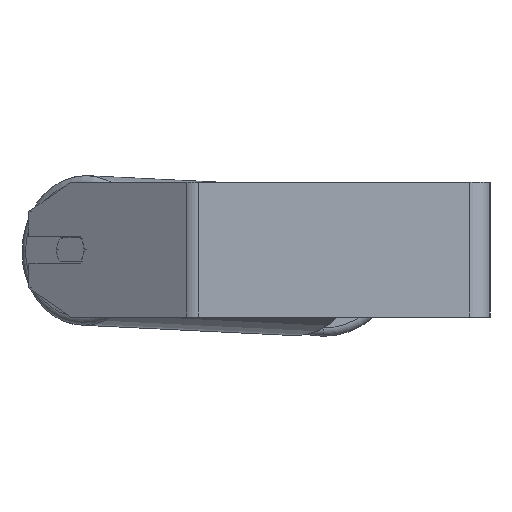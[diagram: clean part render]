
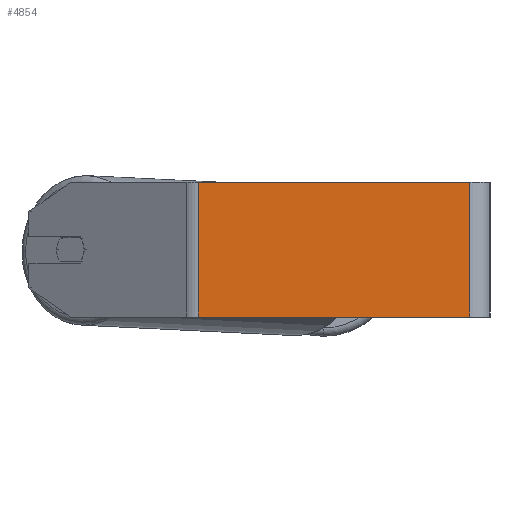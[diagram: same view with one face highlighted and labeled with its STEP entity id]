
A CAD part, left-side view. The second image highlights one B-rep face of the part: STEP entity #4854.
In plain terms, the highlighted planar face has unit normal (-1, 0, 0).
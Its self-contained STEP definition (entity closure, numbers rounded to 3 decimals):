
#17 = CARTESIAN_POINT ( 'NONE',  ( -400., 173.367, 40. ) ) ;
#18 = VERTEX_POINT ( 'NONE', #5939 ) ;
#586 = CARTESIAN_POINT ( 'NONE',  ( -400., 177.151, 40. ) ) ;
#757 = DIRECTION ( 'NONE',  ( 0., -1., 0. ) ) ;
#1193 = CARTESIAN_POINT ( 'NONE',  ( -400., 173.367, 40. ) ) ;
#1422 = ORIENTED_EDGE ( 'NONE', *, *, #6125, .T. ) ;
#1965 = ORIENTED_EDGE ( 'NONE', *, *, #4027, .T. ) ;
#2073 = CARTESIAN_POINT ( 'NONE',  ( -400., 177.151, 40. ) ) ;
#2209 = ORIENTED_EDGE ( 'NONE', *, *, #6579, .F. ) ;
#2384 = LINE ( 'NONE', #7879, #8600 ) ;
#2650 = VECTOR ( 'NONE', #7888, 1000. ) ;
#2754 = FACE_OUTER_BOUND ( 'NONE', #5280, .T. ) ;
#3298 = DIRECTION ( 'NONE',  ( 1., 0., 0. ) ) ;
#3432 = LINE ( 'NONE', #3955, #3842 ) ;
#3842 = VECTOR ( 'NONE', #757, 1000. ) ;
#3955 = CARTESIAN_POINT ( 'NONE',  ( -400., 177.151, -40. ) ) ;
#4027 = EDGE_CURVE ( 'NONE', #7325, #7459, #5946, .T. ) ;
#4101 = AXIS2_PLACEMENT_3D ( 'NONE', #586, #3298, #7311 ) ;
#4385 = EDGE_CURVE ( 'NONE', #4569, #18, #2384, .T. ) ;
#4569 = VERTEX_POINT ( 'NONE', #6024 ) ;
#4787 = DIRECTION ( 'NONE',  ( 0., -1., 0. ) ) ;
#4854 = ADVANCED_FACE ( 'NONE', ( #2754 ), #5993, .F. ) ;
#4924 = CARTESIAN_POINT ( 'NONE',  ( -400., 173.367, -40. ) ) ;
#4972 = VECTOR ( 'NONE', #4787, 1000. ) ;
#5096 = DIRECTION ( 'NONE',  ( 0., 0., -1. ) ) ;
#5280 = EDGE_LOOP ( 'NONE', ( #1422, #7038, #2209, #1965 ) ) ;
#5939 = CARTESIAN_POINT ( 'NONE',  ( -400., 12., -40. ) ) ;
#5946 = LINE ( 'NONE', #1193, #2650 ) ;
#5993 = PLANE ( 'NONE',  #4101 ) ;
#6024 = CARTESIAN_POINT ( 'NONE',  ( -400., 12., 40. ) ) ;
#6125 = EDGE_CURVE ( 'NONE', #7459, #18, #3432, .T. ) ;
#6579 = EDGE_CURVE ( 'NONE', #7325, #4569, #8142, .T. ) ;
#7038 = ORIENTED_EDGE ( 'NONE', *, *, #4385, .F. ) ;
#7311 = DIRECTION ( 'NONE',  ( 0., 0., -1. ) ) ;
#7325 = VERTEX_POINT ( 'NONE', #17 ) ;
#7459 = VERTEX_POINT ( 'NONE', #4924 ) ;
#7879 = CARTESIAN_POINT ( 'NONE',  ( -400., 12., 40. ) ) ;
#7888 = DIRECTION ( 'NONE',  ( 0., 0., -1. ) ) ;
#8142 = LINE ( 'NONE', #2073, #4972 ) ;
#8600 = VECTOR ( 'NONE', #5096, 1000. ) ;
